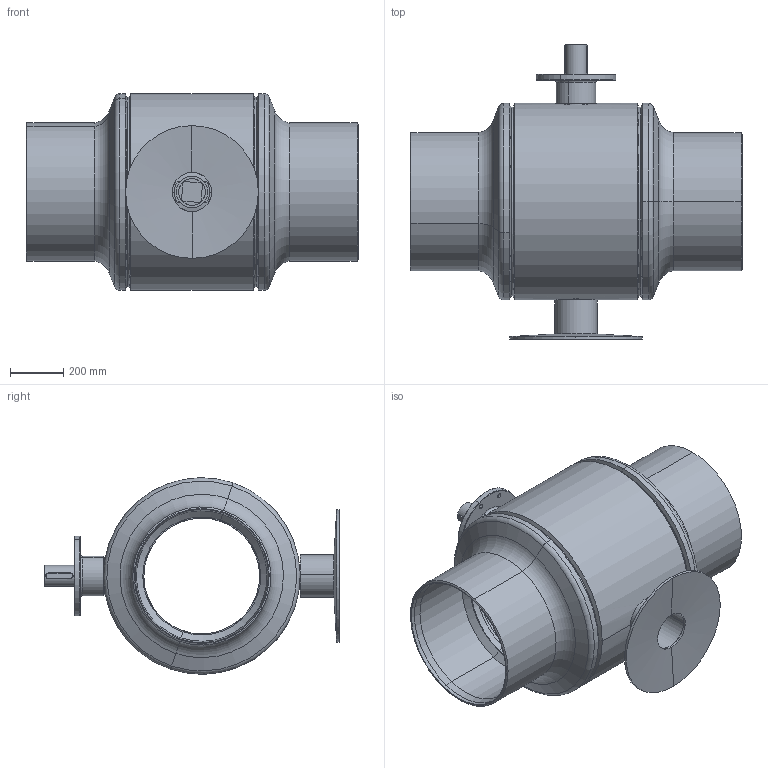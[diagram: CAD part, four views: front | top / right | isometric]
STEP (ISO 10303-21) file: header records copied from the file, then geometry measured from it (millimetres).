
FILE_DESCRIPTION (( 'STEP AP214' ), '1' );
FILE_NAME ('DN500Çò·§PN25.STEP', '2023-10-08T07:45:38', ( '' ), ( '' ), 'SwSTEP 2.0', 'SolidWorks 2019', '' );
FILE_SCHEMA (( 'AUTOMOTIVE_DESIGN' ));
Length unit declared in the file: millimetre
Products named in the file (8): 瑩; 500埴攫盓殤奪; 500盓殤埴攫; 500Q367F16C-01趼极; DN500球阀PN25; 4; 500晚概极; 陔蜊概裝
Assembly tree (9 placements, depth 2):
  DN500球阀PN25
    500Q367F16C-01趼极
    500晚概极  x2
    4
    陔蜊概裝
    瑩  x2
    500埴攫盓殤奪
    500盓殤埴攫
Bounding box: 1250 x 1109.26 x 740 mm (x, y, z)
Volume: 78447775.2 mm3; surface area: 6562982 mm2
Topology: 9 solids, 9 shells, 356 faces, 778 edges, 492 vertices
Faces by surface type: cylinder 204, plane 98, cone 44, torus 10
Entity records: 8532 total; most frequent: CARTESIAN_POINT 2121, DIRECTION 1314, ORIENTED_EDGE 1104, EDGE_CURVE 552, AXIS2_PLACEMENT_3D 547, VERTEX_POINT 350, EDGE_LOOP 302, CIRCLE 292
